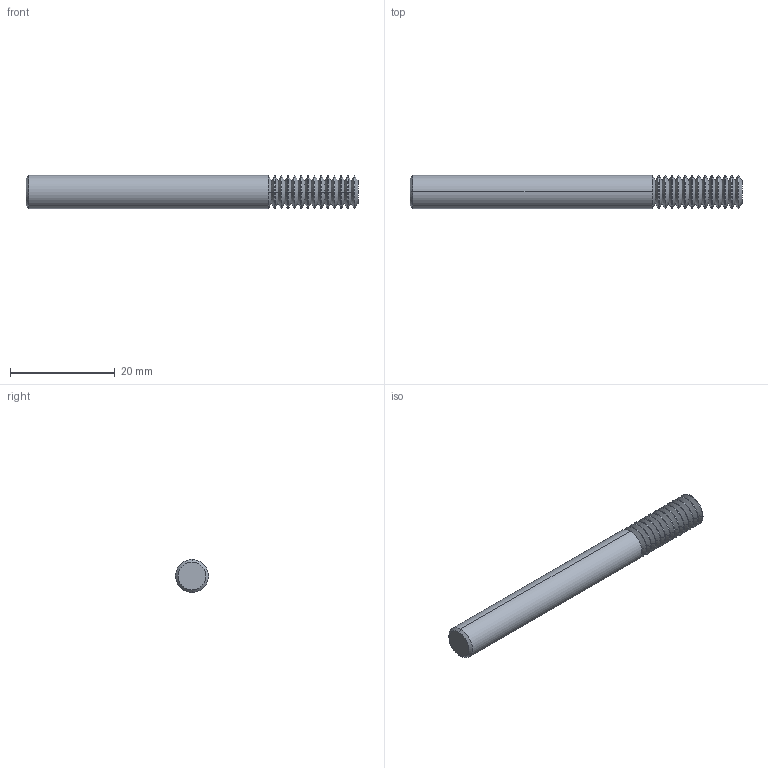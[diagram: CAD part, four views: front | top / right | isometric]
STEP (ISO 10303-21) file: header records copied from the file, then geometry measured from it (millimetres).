
FILE_DESCRIPTION (( 'STEP AP203' ), '1' );
FILE_NAME ('102651-TM250-20.STEP', '2023-12-12T20:08:16', ( '' ), ( '' ), 'SwSTEP 2.0', 'SolidWorks 2022', '' );
FILE_SCHEMA (( 'CONFIG_CONTROL_DESIGN' ));
Length unit declared in the file: inch
Products named in the file (1): 102651-TM250-20
Bounding box: 63.5 x 6.35 x 6.35 mm (x, y, z)
Volume: 1866.8 mm3; surface area: 1523.3 mm2
Topology: 1 solids, 1 shells, 88 faces, 230 edges, 144 vertices
Faces by surface type: cone 56, cylinder 30, plane 2
Entity records: 2833 total; most frequent: DIRECTION 552, CARTESIAN_POINT 463, ORIENTED_EDGE 460, AXIS2_PLACEMENT_3D 233, EDGE_CURVE 230, CIRCLE 144, VERTEX_POINT 144, FACE_OUTER_BOUND 88
